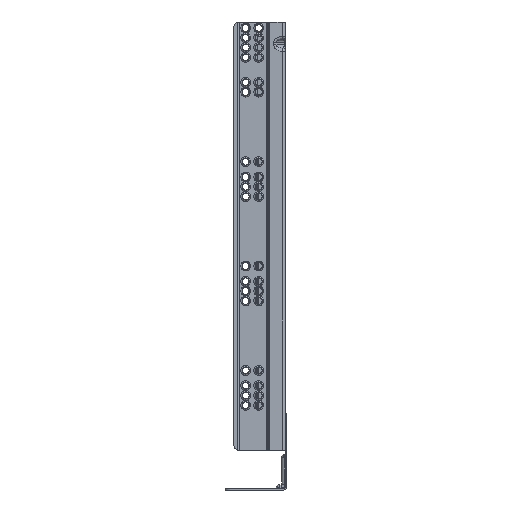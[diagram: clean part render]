
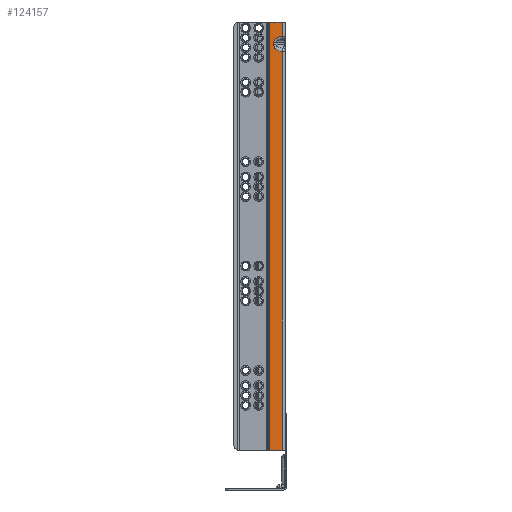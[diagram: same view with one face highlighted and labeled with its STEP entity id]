
A CAD part, left-side view. The second image highlights one B-rep face of the part: STEP entity #124157.
In plain terms, the highlighted planar face has unit normal (-1, 0, 0).
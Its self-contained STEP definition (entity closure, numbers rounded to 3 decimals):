
#1308 = ORIENTED_EDGE ( 'NONE', *, *, #17199, .F. ) ;
#2238 = VECTOR ( 'NONE', #105799, 1000. ) ;
#6606 = DIRECTION ( 'NONE',  ( 0., 0., 1. ) ) ;
#6729 = ORIENTED_EDGE ( 'NONE', *, *, #121674, .T. ) ;
#8929 = ORIENTED_EDGE ( 'NONE', *, *, #36773, .T. ) ;
#10729 = CARTESIAN_POINT ( 'NONE',  ( 0., -24.2, -26.988 ) ) ;
#12568 = CARTESIAN_POINT ( 'NONE',  ( 0., -24.2, -13.012 ) ) ;
#17199 = EDGE_CURVE ( 'NONE', #46509, #77071, #125937, .T. ) ;
#20350 = CARTESIAN_POINT ( 'NONE',  ( 0., -16.257, -21. ) ) ;
#22751 = EDGE_CURVE ( 'NONE', #69307, #133586, #52384, .T. ) ;
#25951 = CARTESIAN_POINT ( 'NONE',  ( 0., -24.2, -394. ) ) ;
#26697 = ORIENTED_EDGE ( 'NONE', *, *, #126508, .T. ) ;
#27992 = CARTESIAN_POINT ( 'NONE',  ( 0., -12.443, -394. ) ) ;
#30446 = VERTEX_POINT ( 'NONE', #12568 ) ;
#35642 = CARTESIAN_POINT ( 'NONE',  ( 0., -19.488, -13.226 ) ) ;
#36773 = EDGE_CURVE ( 'NONE', #122708, #61810, #137623, .T. ) ;
#36815 = DIRECTION ( 'NONE',  ( 0., 0., 1. ) ) ;
#42865 = CARTESIAN_POINT ( 'NONE',  ( 0., -24.2, -394. ) ) ;
#42993 = VECTOR ( 'NONE', #60956, 1000. ) ;
#45740 = FACE_OUTER_BOUND ( 'NONE', #100064, .T. ) ;
#46499 = VECTOR ( 'NONE', #69368, 1000. ) ;
#46509 = VERTEX_POINT ( 'NONE', #77130 ) ;
#47274 = CARTESIAN_POINT ( 'NONE',  ( 0., -16.257, -15.661 ) ) ;
#48995 =( BOUNDED_CURVE ( )  B_SPLINE_CURVE ( 3, ( #131317, #121882, #132725, #20350 ),
 .UNSPECIFIED., .F., .T. ) 
 B_SPLINE_CURVE_WITH_KNOTS ( ( 4, 4 ),
 ( 4.776, 6.283 ),
 .UNSPECIFIED. ) 
 CURVE ( )  GEOMETRIC_REPRESENTATION_ITEM ( )  RATIONAL_B_SPLINE_CURVE ( ( 1., 0.82, 0.82, 1. ) ) 
 REPRESENTATION_ITEM ( '' )  );
#51550 = ORIENTED_EDGE ( 'NONE', *, *, #108873, .T. ) ;
#51669 = VECTOR ( 'NONE', #6606, 1000. ) ;
#52384 = LINE ( 'NONE', #63997, #73135 ) ;
#58157 = CARTESIAN_POINT ( 'NONE',  ( 0., -16.257, -21. ) ) ;
#59380 = CARTESIAN_POINT ( 'NONE',  ( 0., -12.443, -394. ) ) ;
#59529 = CARTESIAN_POINT ( 'NONE',  ( 0., -24.2, 0. ) ) ;
#60195 = DIRECTION ( 'NONE',  ( -1., 0., 0. ) ) ;
#60956 = DIRECTION ( 'NONE',  ( 0., -1., 0. ) ) ;
#61810 = VERTEX_POINT ( 'NONE', #10729 ) ;
#63997 = CARTESIAN_POINT ( 'NONE',  ( 0., -16.257, -19. ) ) ;
#69307 = VERTEX_POINT ( 'NONE', #58157 ) ;
#69368 = DIRECTION ( 'NONE',  ( 0., 0., 1. ) ) ;
#69700 = CARTESIAN_POINT ( 'NONE',  ( 0., -12.443, 0. ) ) ;
#73135 = VECTOR ( 'NONE', #87206, 1000. ) ;
#77071 = VERTEX_POINT ( 'NONE', #130330 ) ;
#77130 = CARTESIAN_POINT ( 'NONE',  ( 0., -12.443, -394. ) ) ;
#77816 = CARTESIAN_POINT ( 'NONE',  ( 0., -16.257, -19. ) ) ;
#77910 = EDGE_CURVE ( 'NONE', #77071, #106278, #126977, .T. ) ;
#80133 = CARTESIAN_POINT ( 'NONE',  ( 0., -16.257, -19. ) ) ;
#82467 =( BOUNDED_CURVE ( )  B_SPLINE_CURVE ( 3, ( #77816, #47274, #35642, #102401 ),
 .UNSPECIFIED., .F., .F. ) 
 B_SPLINE_CURVE_WITH_KNOTS ( ( 4, 4 ),
 ( 3.142, 4.648 ),
 .UNSPECIFIED. ) 
 CURVE ( )  GEOMETRIC_REPRESENTATION_ITEM ( )  RATIONAL_B_SPLINE_CURVE ( ( 1., 0.82, 0.82, 1. ) ) 
 REPRESENTATION_ITEM ( '' )  );
#82789 = CARTESIAN_POINT ( 'NONE',  ( 0., -24.2, -394. ) ) ;
#87206 = DIRECTION ( 'NONE',  ( 0., 0., 1. ) ) ;
#89767 = VECTOR ( 'NONE', #36815, 1000. ) ;
#89972 = PLANE ( 'NONE',  #130251 ) ;
#100064 = EDGE_LOOP ( 'NONE', ( #8929, #132911, #116376, #51550, #26697, #115105, #1308, #6729 ) ) ;
#102401 = CARTESIAN_POINT ( 'NONE',  ( 0., -24.2, -13.012 ) ) ;
#105799 = DIRECTION ( 'NONE',  ( 0., -1., 0. ) ) ;
#106278 = VERTEX_POINT ( 'NONE', #59529 ) ;
#108873 = EDGE_CURVE ( 'NONE', #133586, #30446, #82467, .T. ) ;
#114664 = EDGE_CURVE ( 'NONE', #61810, #69307, #48995, .T. ) ;
#115105 = ORIENTED_EDGE ( 'NONE', *, *, #77910, .F. ) ;
#116376 = ORIENTED_EDGE ( 'NONE', *, *, #22751, .T. ) ;
#116691 = LINE ( 'NONE', #59380, #2238 ) ;
#121674 = EDGE_CURVE ( 'NONE', #46509, #122708, #116691, .T. ) ;
#121882 = CARTESIAN_POINT ( 'NONE',  ( 0., -19.488, -26.774 ) ) ;
#122708 = VERTEX_POINT ( 'NONE', #42865 ) ;
#124157 = ADVANCED_FACE ( 'NONE', ( #45740 ), #89972, .T. ) ;
#125937 = LINE ( 'NONE', #27992, #46499 ) ;
#126508 = EDGE_CURVE ( 'NONE', #30446, #106278, #137883, .T. ) ;
#126977 = LINE ( 'NONE', #69700, #42993 ) ;
#130251 = AXIS2_PLACEMENT_3D ( 'NONE', #134209, #60195, #135637 ) ;
#130330 = CARTESIAN_POINT ( 'NONE',  ( 0., -12.443, 0. ) ) ;
#131317 = CARTESIAN_POINT ( 'NONE',  ( 0., -24.2, -26.988 ) ) ;
#132725 = CARTESIAN_POINT ( 'NONE',  ( 0., -16.257, -24.339 ) ) ;
#132911 = ORIENTED_EDGE ( 'NONE', *, *, #114664, .T. ) ;
#133586 = VERTEX_POINT ( 'NONE', #80133 ) ;
#134209 = CARTESIAN_POINT ( 'NONE',  ( 0., -12.443, -394. ) ) ;
#135637 = DIRECTION ( 'NONE',  ( 0., 0., 1. ) ) ;
#137623 = LINE ( 'NONE', #25951, #89767 ) ;
#137883 = LINE ( 'NONE', #82789, #51669 ) ;
